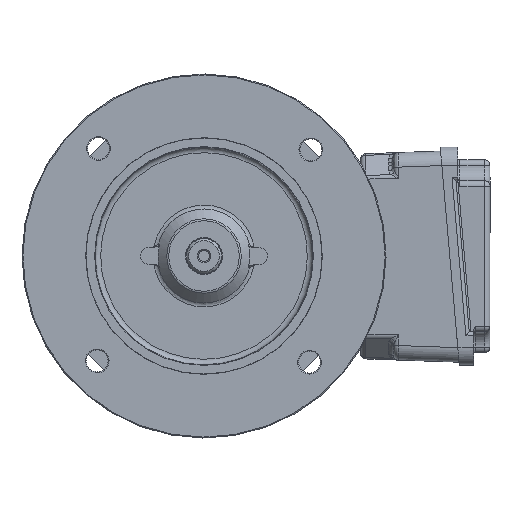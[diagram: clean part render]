
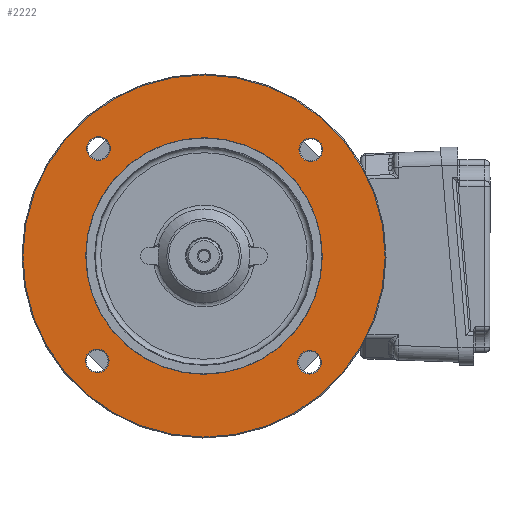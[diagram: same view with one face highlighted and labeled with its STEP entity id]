
A CAD part, left-side view. The second image highlights one B-rep face of the part: STEP entity #2222.
In plain terms, the highlighted planar face has unit normal (-1, 0, 0).
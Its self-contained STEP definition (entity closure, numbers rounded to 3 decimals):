
#2222 = ADVANCED_FACE( '', ( #6067, #6068, #6069, #6070, #6071, #6072 ), #6073, .F. );
#6067 = FACE_OUTER_BOUND( '', #12337, .T. );
#6068 = FACE_BOUND( '', #12338, .T. );
#6069 = FACE_BOUND( '', #12339, .T. );
#6070 = FACE_BOUND( '', #12340, .T. );
#6071 = FACE_BOUND( '', #12341, .T. );
#6072 = FACE_BOUND( '', #12342, .T. );
#6073 = PLANE( '', #12343 );
#12337 = EDGE_LOOP( '', ( #25278 ) );
#12338 = EDGE_LOOP( '', ( #25279 ) );
#12339 = EDGE_LOOP( '', ( #25280 ) );
#12340 = EDGE_LOOP( '', ( #25281 ) );
#12341 = EDGE_LOOP( '', ( #25282 ) );
#12342 = EDGE_LOOP( '', ( #25283 ) );
#12343 = AXIS2_PLACEMENT_3D( '', #25284, #25285, #25286 );
#25278 = ORIENTED_EDGE( '', *, *, #41309, .T. );
#25279 = ORIENTED_EDGE( '', *, *, #41310, .T. );
#25280 = ORIENTED_EDGE( '', *, *, #41311, .T. );
#25281 = ORIENTED_EDGE( '', *, *, #41312, .T. );
#25282 = ORIENTED_EDGE( '', *, *, #41313, .T. );
#25283 = ORIENTED_EDGE( '', *, *, #41314, .F. );
#25284 = CARTESIAN_POINT( '', ( -3.684, 99.651, 0. ) );
#25285 = DIRECTION( '', ( 1., 0., 0. ) );
#25286 = DIRECTION( '', ( 0., 0., -1. ) );
#41309 = EDGE_CURVE( '', #48313, #48313, #48314, .F. );
#41310 = EDGE_CURVE( '', #48315, #48315, #48316, .T. );
#41311 = EDGE_CURVE( '', #48317, #48317, #48318, .T. );
#41312 = EDGE_CURVE( '', #48319, #48319, #48320, .T. );
#41313 = EDGE_CURVE( '', #48321, #48321, #48322, .T. );
#41314 = EDGE_CURVE( '', #48323, #48323, #48324, .T. );
#48313 = VERTEX_POINT( '', #58841 );
#48314 = CIRCLE( '', #58842, 99.5 );
#48315 = VERTEX_POINT( '', #58843 );
#48316 = CIRCLE( '', #58844, 6.5 );
#48317 = VERTEX_POINT( '', #58845 );
#48318 = CIRCLE( '', #58846, 6.5 );
#48319 = VERTEX_POINT( '', #58847 );
#48320 = CIRCLE( '', #58848, 6.5 );
#48321 = VERTEX_POINT( '', #58849 );
#48322 = CIRCLE( '', #58850, 6.5 );
#48323 = VERTEX_POINT( '', #58851 );
#48324 = CIRCLE( '', #58852, 65. );
#58841 = CARTESIAN_POINT( '', ( -3.684, -0.349, -99.5 ) );
#58842 = AXIS2_PLACEMENT_3D( '', #76489, #76490, #76491 );
#58843 = CARTESIAN_POINT( '', ( -3.684, 58.336, 51.836 ) );
#58844 = AXIS2_PLACEMENT_3D( '', #76492, #76493, #76494 );
#58845 = CARTESIAN_POINT( '', ( -3.684, -58.336, 51.836 ) );
#58846 = AXIS2_PLACEMENT_3D( '', #76495, #76496, #76497 );
#58847 = CARTESIAN_POINT( '', ( -3.684, -58.336, -64.836 ) );
#58848 = AXIS2_PLACEMENT_3D( '', #76498, #76499, #76500 );
#58849 = CARTESIAN_POINT( '', ( -3.684, 58.336, -64.836 ) );
#58850 = AXIS2_PLACEMENT_3D( '', #76501, #76502, #76503 );
#58851 = CARTESIAN_POINT( '', ( -3.684, -0.349, 65. ) );
#58852 = AXIS2_PLACEMENT_3D( '', #76504, #76505, #76506 );
#76489 = CARTESIAN_POINT( '', ( -3.684, -0.349, 0. ) );
#76490 = DIRECTION( '', ( 1., 0., 0. ) );
#76491 = DIRECTION( '', ( 0., 0., -1. ) );
#76492 = CARTESIAN_POINT( '', ( -3.684, 58.336, 58.336 ) );
#76493 = DIRECTION( '', ( 1., 0., 0. ) );
#76494 = DIRECTION( '', ( 0., 0., -1. ) );
#76495 = CARTESIAN_POINT( '', ( -3.684, -58.336, 58.336 ) );
#76496 = DIRECTION( '', ( 1., 0., 0. ) );
#76497 = DIRECTION( '', ( 0., 0., -1. ) );
#76498 = CARTESIAN_POINT( '', ( -3.684, -58.336, -58.336 ) );
#76499 = DIRECTION( '', ( 1., 0., 0. ) );
#76500 = DIRECTION( '', ( 0., 0., -1. ) );
#76501 = CARTESIAN_POINT( '', ( -3.684, 58.336, -58.336 ) );
#76502 = DIRECTION( '', ( 1., 0., 0. ) );
#76503 = DIRECTION( '', ( 0., 0., -1. ) );
#76504 = CARTESIAN_POINT( '', ( -3.684, -0.349, 0. ) );
#76505 = DIRECTION( '', ( -1., 0., 0. ) );
#76506 = DIRECTION( '', ( 0., 0., 1. ) );
